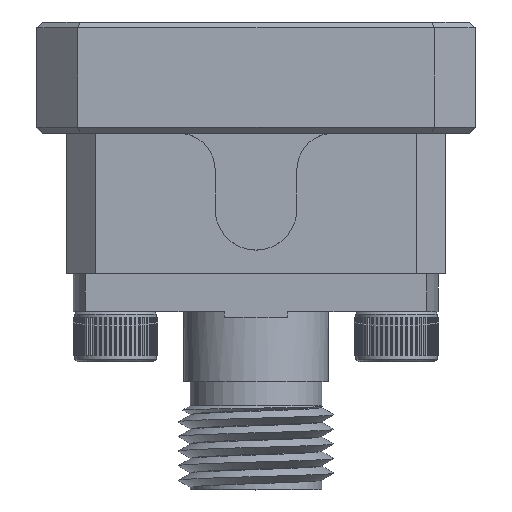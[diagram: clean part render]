
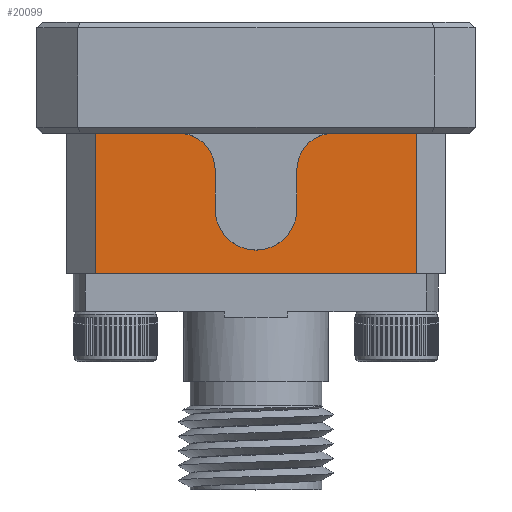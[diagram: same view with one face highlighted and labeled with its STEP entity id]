
A CAD part, top view. The second image highlights one B-rep face of the part: STEP entity #20099.
In plain terms, the highlighted planar face has unit normal (0, 0, 1).
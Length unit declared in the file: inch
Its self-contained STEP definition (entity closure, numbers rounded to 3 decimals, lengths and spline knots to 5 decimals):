
#51 = ORIENTED_EDGE ( 'NONE', *, *, #11381, .T. ) ;
#162 = VERTEX_POINT ( 'NONE', #4810 ) ;
#583 = ORIENTED_EDGE ( 'NONE', *, *, #16841, .T. ) ;
#942 = EDGE_CURVE ( 'NONE', #18750, #9111, #2989, .T. ) ;
#1238 = VERTEX_POINT ( 'NONE', #17052 ) ;
#1773 = ORIENTED_EDGE ( 'NONE', *, *, #19003, .T. ) ;
#1979 = DIRECTION ( 'NONE',  ( 0., 0., 1. ) ) ;
#2073 = DIRECTION ( 'NONE',  ( -1., 0., 0. ) ) ;
#2144 = AXIS2_PLACEMENT_3D ( 'NONE', #3689, #10233, #2073 ) ;
#2193 = DIRECTION ( 'NONE',  ( -1., 0., 0. ) ) ;
#2270 = VECTOR ( 'NONE', #21035, 39.37008 ) ;
#2274 = LINE ( 'NONE', #18509, #19194 ) ;
#2317 = EDGE_LOOP ( 'NONE', ( #583, #16400, #5044, #17670, #19760, #6349, #10858, #51, #18259, #1773, #8937 ) ) ;
#2351 = AXIS2_PLACEMENT_3D ( 'NONE', #18535, #1979, #2193 ) ;
#2576 = DIRECTION ( 'NONE',  ( 0., -1., 0. ) ) ;
#2843 = CARTESIAN_POINT ( 'NONE',  ( 0.325, -0.0117, 0.14 ) ) ;
#2989 = LINE ( 'NONE', #12663, #14340 ) ;
#3278 = LINE ( 'NONE', #9821, #2270 ) ;
#3689 = CARTESIAN_POINT ( 'NONE',  ( 0., -0.1417, 0.14 ) ) ;
#4306 = CARTESIAN_POINT ( 'NONE',  ( 0.325, -0.0117, 0.14 ) ) ;
#4398 = CARTESIAN_POINT ( 'NONE',  ( -0.07, -0.0117, 0.14 ) ) ;
#4673 = DIRECTION ( 'NONE',  ( 0., 0., 1. ) ) ;
#4810 = CARTESIAN_POINT ( 'NONE',  ( -0.07, -0.1417, 0.14 ) ) ;
#5044 = ORIENTED_EDGE ( 'NONE', *, *, #18584, .F. ) ;
#5236 = EDGE_CURVE ( 'NONE', #9302, #9111, #19328, .T. ) ;
#5247 = CIRCLE ( 'NONE', #2144, 0.07 ) ;
#5298 = CARTESIAN_POINT ( 'NONE',  ( 0., -0.2117, 0.14 ) ) ;
#6205 = CARTESIAN_POINT ( 'NONE',  ( -0.275, -0.2117, 0.14 ) ) ;
#6349 = ORIENTED_EDGE ( 'NONE', *, *, #5236, .T. ) ;
#6645 = CIRCLE ( 'NONE', #18664, 0.0625 ) ;
#6960 = VECTOR ( 'NONE', #2576, 39.37008 ) ;
#7569 = CARTESIAN_POINT ( 'NONE',  ( -0.275, -0.0117, 0.14 ) ) ;
#7570 = LINE ( 'NONE', #2843, #20614 ) ;
#8010 = DIRECTION ( 'NONE',  ( -1., 0., 0. ) ) ;
#8536 = CIRCLE ( 'NONE', #2351, 0.0625 ) ;
#8937 = ORIENTED_EDGE ( 'NONE', *, *, #14657, .T. ) ;
#9111 = VERTEX_POINT ( 'NONE', #14587 ) ;
#9295 = CARTESIAN_POINT ( 'NONE',  ( 0.1325, -0.0742, 0.14 ) ) ;
#9302 = VERTEX_POINT ( 'NONE', #7569 ) ;
#9653 = VERTEX_POINT ( 'NONE', #14214 ) ;
#9821 = CARTESIAN_POINT ( 'NONE',  ( 0.275, -0.2117, 0.14 ) ) ;
#9870 = DIRECTION ( 'NONE',  ( 0., 0., -1. ) ) ;
#10121 = CARTESIAN_POINT ( 'NONE',  ( 0., -0.1417, 0.14 ) ) ;
#10233 = DIRECTION ( 'NONE',  ( 0., 0., -1. ) ) ;
#10362 = VERTEX_POINT ( 'NONE', #5298 ) ;
#10858 = ORIENTED_EDGE ( 'NONE', *, *, #942, .F. ) ;
#10860 = DIRECTION ( 'NONE',  ( -1., 0., 0. ) ) ;
#10940 = DIRECTION ( 'NONE',  ( -1., 0., 0. ) ) ;
#11134 = VERTEX_POINT ( 'NONE', #12632 ) ;
#11381 = EDGE_CURVE ( 'NONE', #18750, #19521, #3278, .T. ) ;
#11492 = FACE_OUTER_BOUND ( 'NONE', #2317, .T. ) ;
#12632 = CARTESIAN_POINT ( 'NONE',  ( -0.07, -0.0742, 0.14 ) ) ;
#12663 = CARTESIAN_POINT ( 'NONE',  ( 0.275, -0.2517, 0.14 ) ) ;
#12845 = DIRECTION ( 'NONE',  ( -1., 0., 0. ) ) ;
#13140 = EDGE_CURVE ( 'NONE', #19521, #1238, #19034, .T. ) ;
#13658 = VECTOR ( 'NONE', #10860, 39.37008 ) ;
#14214 = CARTESIAN_POINT ( 'NONE',  ( 0.07, -0.1417, 0.14 ) ) ;
#14268 = EDGE_CURVE ( 'NONE', #11134, #21299, #8536, .T. ) ;
#14340 = VECTOR ( 'NONE', #10940, 39.37008 ) ;
#14587 = CARTESIAN_POINT ( 'NONE',  ( -0.275, -0.2517, 0.14 ) ) ;
#14621 = DIRECTION ( 'NONE',  ( -1., 0., 0. ) ) ;
#14657 = EDGE_CURVE ( 'NONE', #18475, #9653, #2274, .T. ) ;
#14836 = CIRCLE ( 'NONE', #17228, 0.07 ) ;
#14978 = DIRECTION ( 'NONE',  ( 0., -1., 0. ) ) ;
#15267 = EDGE_CURVE ( 'NONE', #21299, #9302, #7570, .T. ) ;
#15475 = VECTOR ( 'NONE', #17497, 39.37008 ) ;
#16400 = ORIENTED_EDGE ( 'NONE', *, *, #19285, .T. ) ;
#16439 = PLANE ( 'NONE',  #19195 ) ;
#16685 = DIRECTION ( 'NONE',  ( 0., 0., -1. ) ) ;
#16841 = EDGE_CURVE ( 'NONE', #9653, #10362, #14836, .T. ) ;
#17052 = CARTESIAN_POINT ( 'NONE',  ( 0.1325, -0.0117, 0.14 ) ) ;
#17228 = AXIS2_PLACEMENT_3D ( 'NONE', #10121, #16685, #19815 ) ;
#17497 = DIRECTION ( 'NONE',  ( 0., -1., 0. ) ) ;
#17555 = CARTESIAN_POINT ( 'NONE',  ( 0.275, -0.0117, 0.14 ) ) ;
#17670 = ORIENTED_EDGE ( 'NONE', *, *, #14268, .T. ) ;
#17771 = CARTESIAN_POINT ( 'NONE',  ( -0.1325, -0.0117, 0.14 ) ) ;
#18052 = CARTESIAN_POINT ( 'NONE',  ( 0.275, -0.2517, 0.14 ) ) ;
#18259 = ORIENTED_EDGE ( 'NONE', *, *, #13140, .T. ) ;
#18475 = VERTEX_POINT ( 'NONE', #20323 ) ;
#18509 = CARTESIAN_POINT ( 'NONE',  ( 0.07, -0.0117, 0.14 ) ) ;
#18535 = CARTESIAN_POINT ( 'NONE',  ( -0.1325, -0.0742, 0.14 ) ) ;
#18584 = EDGE_CURVE ( 'NONE', #11134, #162, #19354, .T. ) ;
#18664 = AXIS2_PLACEMENT_3D ( 'NONE', #9295, #4673, #8010 ) ;
#18750 = VERTEX_POINT ( 'NONE', #18052 ) ;
#19003 = EDGE_CURVE ( 'NONE', #1238, #18475, #6645, .T. ) ;
#19034 = LINE ( 'NONE', #4306, #13658 ) ;
#19194 = VECTOR ( 'NONE', #14978, 39.37008 ) ;
#19195 = AXIS2_PLACEMENT_3D ( 'NONE', #19677, #9870, #14621 ) ;
#19285 = EDGE_CURVE ( 'NONE', #10362, #162, #5247, .T. ) ;
#19328 = LINE ( 'NONE', #6205, #15475 ) ;
#19354 = LINE ( 'NONE', #4398, #6960 ) ;
#19521 = VERTEX_POINT ( 'NONE', #17555 ) ;
#19677 = CARTESIAN_POINT ( 'NONE',  ( 0.325, -0.2117, 0.14 ) ) ;
#19760 = ORIENTED_EDGE ( 'NONE', *, *, #15267, .T. ) ;
#19815 = DIRECTION ( 'NONE',  ( -1., 0., 0. ) ) ;
#20099 = ADVANCED_FACE ( 'NONE', ( #11492 ), #16439, .F. ) ;
#20323 = CARTESIAN_POINT ( 'NONE',  ( 0.07, -0.0742, 0.14 ) ) ;
#20614 = VECTOR ( 'NONE', #12845, 39.37008 ) ;
#21035 = DIRECTION ( 'NONE',  ( 0., 1., 0. ) ) ;
#21299 = VERTEX_POINT ( 'NONE', #17771 ) ;
